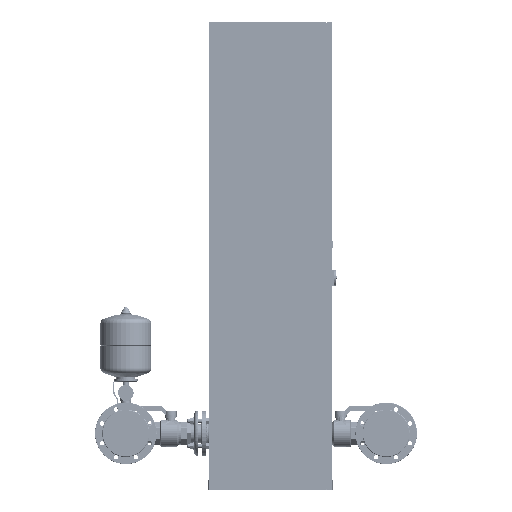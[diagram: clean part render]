
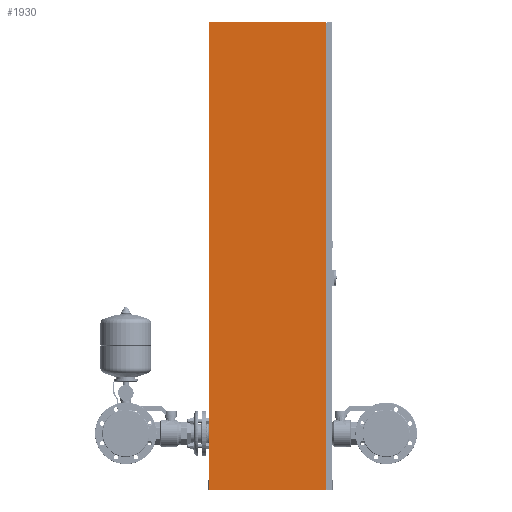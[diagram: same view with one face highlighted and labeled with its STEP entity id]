
A CAD part, left-side view. The second image highlights one B-rep face of the part: STEP entity #1930.
In plain terms, the highlighted planar face has unit normal (-1, 0, 0).
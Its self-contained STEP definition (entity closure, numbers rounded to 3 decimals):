
#1891=CARTESIAN_POINT('',(-730.0,250.0,0.0));
#1892=DIRECTION('',(-1.0,0.0,0.0));
#1893=DIRECTION('',(0.0,-1.0,0.0));
#1894=AXIS2_PLACEMENT_3D('',#1891,#1892,#1893);
#1895=PLANE('',#1894);
#1896=CARTESIAN_POINT('',(-730.0,-225.0,0.));
#1897=VERTEX_POINT('',#1896);
#1898=CARTESIAN_POINT('',(-730.,-225.,1900.0));
#1899=VERTEX_POINT('',#1898);
#1900=CARTESIAN_POINT('',(-730.0,-225.0,0.));
#1901=DIRECTION('',(0.0,0.0,1.0));
#1902=VECTOR('',#1901,1900.0);
#1903=LINE('',#1900,#1902);
#1904=EDGE_CURVE('',#1897,#1899,#1903,.T.);
#1905=ORIENTED_EDGE('',*,*,#1904,.T.);
#1906=CARTESIAN_POINT('',(-730.,250.,1900.0));
#1907=VERTEX_POINT('',#1906);
#1908=CARTESIAN_POINT('',(-730.,250.,1900.0));
#1909=DIRECTION('',(0.0,-1.0,0.0));
#1910=VECTOR('',#1909,475.0);
#1911=LINE('',#1908,#1910);
#1912=EDGE_CURVE('',#1907,#1899,#1911,.T.);
#1913=ORIENTED_EDGE('',*,*,#1912,.F.);
#1914=CARTESIAN_POINT('',(-730.0,250.0,0.0));
#1915=VERTEX_POINT('',#1914);
#1916=CARTESIAN_POINT('',(-730.,250.,1900.0));
#1917=DIRECTION('',(0.0,0.0,-1.0));
#1918=VECTOR('',#1917,1900.0);
#1919=LINE('',#1916,#1918);
#1920=EDGE_CURVE('',#1907,#1915,#1919,.T.);
#1921=ORIENTED_EDGE('',*,*,#1920,.T.);
#1922=CARTESIAN_POINT('',(-730.0,250.0,0.0));
#1923=DIRECTION('',(0.0,-1.0,0.0));
#1924=VECTOR('',#1923,475.0);
#1925=LINE('',#1922,#1924);
#1926=EDGE_CURVE('',#1915,#1897,#1925,.T.);
#1927=ORIENTED_EDGE('',*,*,#1926,.T.);
#1928=EDGE_LOOP('',(#1905,#1913,#1921,#1927));
#1929=FACE_OUTER_BOUND('',#1928,.T.);
#1930=ADVANCED_FACE('',(#1929),#1895,.T.);
